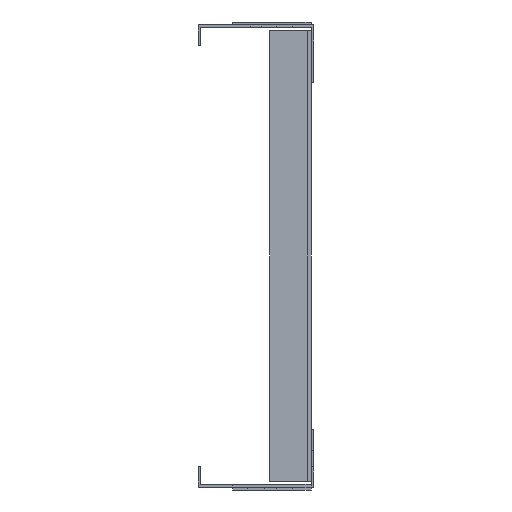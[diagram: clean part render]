
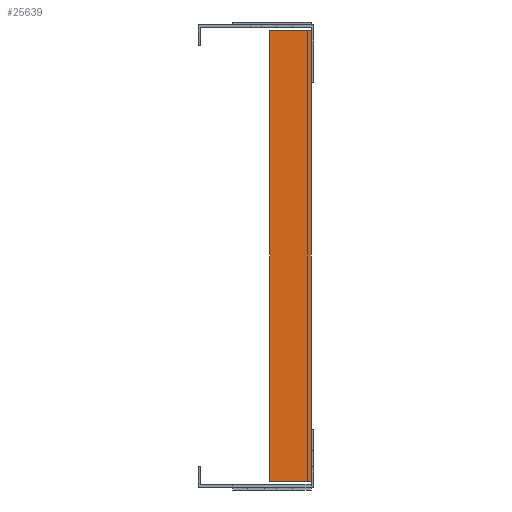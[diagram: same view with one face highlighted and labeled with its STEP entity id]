
A CAD part, left-side view. The second image highlights one B-rep face of the part: STEP entity #25639.
In plain terms, the highlighted planar face has unit normal (-1, 0, 0).
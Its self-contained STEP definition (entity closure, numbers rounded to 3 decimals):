
#428 = VERTEX_POINT ( 'NONE', #43122 ) ;
#857 = DIRECTION ( 'NONE',  ( 0., 1., 0. ) ) ;
#1311 = LINE ( 'NONE', #31960, #37391 ) ;
#1354 = VERTEX_POINT ( 'NONE', #30275 ) ;
#1594 = VECTOR ( 'NONE', #11602, 1000. ) ;
#1612 = EDGE_CURVE ( 'NONE', #428, #37442, #25305, .T. ) ;
#4639 = ORIENTED_EDGE ( 'NONE', *, *, #5939, .T. ) ;
#4745 = VERTEX_POINT ( 'NONE', #15834 ) ;
#5454 = PLANE ( 'NONE',  #8099 ) ;
#5561 = LINE ( 'NONE', #21291, #23191 ) ;
#5939 = EDGE_CURVE ( 'NONE', #4745, #20153, #32867, .T. ) ;
#6537 = EDGE_CURVE ( 'NONE', #4745, #38788, #5561, .T. ) ;
#7132 = EDGE_CURVE ( 'NONE', #20153, #37442, #13233, .T. ) ;
#7260 = CARTESIAN_POINT ( 'NONE',  ( -1653.776, 176.497, 8.9 ) ) ;
#7339 = EDGE_CURVE ( 'NONE', #44633, #428, #40359, .T. ) ;
#7355 = DIRECTION ( 'NONE',  ( 0., -1., 0. ) ) ;
#7685 = EDGE_CURVE ( 'NONE', #44633, #1354, #36435, .T. ) ;
#7810 = CARTESIAN_POINT ( 'NONE',  ( -1653.776, 158.597, -188.6 ) ) ;
#8099 = AXIS2_PLACEMENT_3D ( 'NONE', #29917, #33316, #12594 ) ;
#11602 = DIRECTION ( 'NONE',  ( 0., -1., 0. ) ) ;
#12594 = DIRECTION ( 'NONE',  ( 0., 0., -1. ) ) ;
#12679 = VECTOR ( 'NONE', #857, 1000. ) ;
#13233 = LINE ( 'NONE', #17327, #39839 ) ;
#13240 = CARTESIAN_POINT ( 'NONE',  ( -1653.776, 158.497, -188.221 ) ) ;
#14450 = CARTESIAN_POINT ( 'NONE',  ( -1653.776, 158.597, -13.6 ) ) ;
#15834 = CARTESIAN_POINT ( 'NONE',  ( -1653.776, 176.497, 8.9 ) ) ;
#16754 = DIRECTION ( 'NONE',  ( 0., 0., 1. ) ) ;
#17327 = CARTESIAN_POINT ( 'NONE',  ( -1653.776, 176.497, -186.1 ) ) ;
#17819 = ORIENTED_EDGE ( 'NONE', *, *, #7339, .F. ) ;
#17822 = DIRECTION ( 'NONE',  ( 0., 0., -1. ) ) ;
#18217 = CARTESIAN_POINT ( 'NONE',  ( -1653.776, 158.597, -186.1 ) ) ;
#18849 = VECTOR ( 'NONE', #17822, 1000. ) ;
#19643 = ORIENTED_EDGE ( 'NONE', *, *, #24223, .F. ) ;
#20153 = VERTEX_POINT ( 'NONE', #41346 ) ;
#20422 = LINE ( 'NONE', #22130, #1594 ) ;
#21291 = CARTESIAN_POINT ( 'NONE',  ( -1653.776, 176.497, 8.9 ) ) ;
#21718 = DIRECTION ( 'NONE',  ( 0., 0., -1. ) ) ;
#22130 = CARTESIAN_POINT ( 'NONE',  ( -1653.776, 158.597, -13.6 ) ) ;
#23191 = VECTOR ( 'NONE', #7355, 1000. ) ;
#23324 = ORIENTED_EDGE ( 'NONE', *, *, #7685, .T. ) ;
#23484 = CARTESIAN_POINT ( 'NONE',  ( -1653.776, 158.497, -163.6 ) ) ;
#24223 = EDGE_CURVE ( 'NONE', #38788, #28597, #1311, .T. ) ;
#25305 = LINE ( 'NONE', #7810, #34347 ) ;
#25375 = ORIENTED_EDGE ( 'NONE', *, *, #7132, .T. ) ;
#25573 = CARTESIAN_POINT ( 'NONE',  ( -1653.776, 158.597, -163.6 ) ) ;
#25639 = ADVANCED_FACE ( 'NONE', ( #39009 ), #5454, .F. ) ;
#28451 = VECTOR ( 'NONE', #16754, 1000. ) ;
#28597 = VERTEX_POINT ( 'NONE', #14450 ) ;
#29917 = CARTESIAN_POINT ( 'NONE',  ( -1653.776, 176.497, 8.9 ) ) ;
#30003 = EDGE_CURVE ( 'NONE', #28597, #1354, #20422, .T. ) ;
#30269 = EDGE_LOOP ( 'NONE', ( #39042, #19643, #45060, #4639, #25375, #36852, #17819, #23324 ) ) ;
#30275 = CARTESIAN_POINT ( 'NONE',  ( -1653.776, 158.497, -13.6 ) ) ;
#31960 = CARTESIAN_POINT ( 'NONE',  ( -1653.776, 158.597, 11.4 ) ) ;
#32867 = LINE ( 'NONE', #7260, #18849 ) ;
#33316 = DIRECTION ( 'NONE',  ( 1., 0., 0. ) ) ;
#34347 = VECTOR ( 'NONE', #21718, 1000. ) ;
#35363 = DIRECTION ( 'NONE',  ( 0., 0., -1. ) ) ;
#36435 = LINE ( 'NONE', #13240, #28451 ) ;
#36852 = ORIENTED_EDGE ( 'NONE', *, *, #1612, .F. ) ;
#37391 = VECTOR ( 'NONE', #35363, 1000. ) ;
#37442 = VERTEX_POINT ( 'NONE', #18217 ) ;
#38788 = VERTEX_POINT ( 'NONE', #43780 ) ;
#39009 = FACE_OUTER_BOUND ( 'NONE', #30269, .T. ) ;
#39042 = ORIENTED_EDGE ( 'NONE', *, *, #30003, .F. ) ;
#39839 = VECTOR ( 'NONE', #45073, 1000. ) ;
#40359 = LINE ( 'NONE', #25573, #12679 ) ;
#41346 = CARTESIAN_POINT ( 'NONE',  ( -1653.776, 176.497, -186.1 ) ) ;
#43122 = CARTESIAN_POINT ( 'NONE',  ( -1653.776, 158.597, -163.6 ) ) ;
#43780 = CARTESIAN_POINT ( 'NONE',  ( -1653.776, 158.597, 8.9 ) ) ;
#44633 = VERTEX_POINT ( 'NONE', #23484 ) ;
#45060 = ORIENTED_EDGE ( 'NONE', *, *, #6537, .F. ) ;
#45073 = DIRECTION ( 'NONE',  ( 0., -1., 0. ) ) ;
